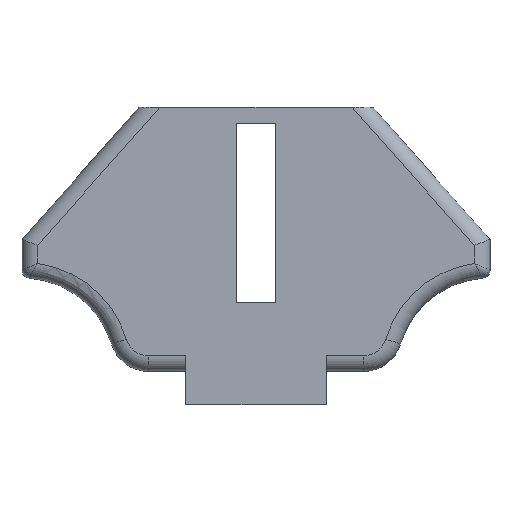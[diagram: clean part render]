
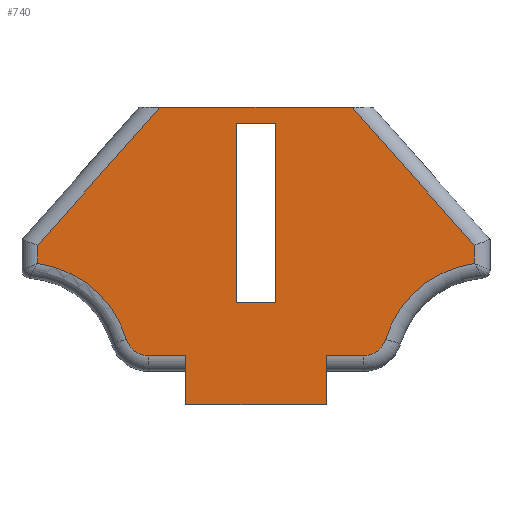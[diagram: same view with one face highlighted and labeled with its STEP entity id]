
A CAD part, top view. The second image highlights one B-rep face of the part: STEP entity #740.
In plain terms, the highlighted planar face has unit normal (0, 0, 1).
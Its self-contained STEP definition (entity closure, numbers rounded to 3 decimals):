
#63=FACE_BOUND('',#161,.T.);
#73=CIRCLE('',#810,14.);
#75=CIRCLE('',#813,3.);
#78=CIRCLE('',#818,3.);
#79=CIRCLE('',#819,14.);
#110=FACE_OUTER_BOUND('',#160,.T.);
#160=EDGE_LOOP('',(#553,#554,#555,#556,#557,#558,#559,#560,#561,#562,#563,
#564,#565,#566));
#161=EDGE_LOOP('',(#567,#568,#569,#570));
#199=LINE('',#1119,#260);
#213=LINE('',#1157,#274);
#215=LINE('',#1161,#276);
#217=LINE('',#1164,#278);
#218=LINE('',#1255,#279);
#220=LINE('',#1261,#281);
#222=LINE('',#1281,#283);
#224=LINE('',#1285,#285);
#225=LINE('',#1287,#286);
#226=LINE('',#1289,#287);
#227=LINE('',#1291,#288);
#228=LINE('',#1297,#289);
#229=LINE('',#1299,#290);
#230=LINE('',#1300,#291);
#260=VECTOR('',#886,10.);
#274=VECTOR('',#916,10.);
#276=VECTOR('',#920,10.);
#278=VECTOR('',#924,10.);
#279=VECTOR('',#929,10.);
#281=VECTOR('',#935,10.);
#283=VECTOR('',#959,10.);
#285=VECTOR('',#963,10.);
#286=VECTOR('',#964,10.);
#287=VECTOR('',#965,10.);
#288=VECTOR('',#966,10.);
#289=VECTOR('',#971,10.);
#290=VECTOR('',#972,10.);
#291=VECTOR('',#973,10.);
#322=VERTEX_POINT('',#1117);
#323=VERTEX_POINT('',#1118);
#339=VERTEX_POINT('',#1156);
#340=VERTEX_POINT('',#1160);
#342=VERTEX_POINT('',#1226);
#344=VERTEX_POINT('',#1254);
#346=VERTEX_POINT('',#1260);
#349=VERTEX_POINT('',#1268);
#351=VERTEX_POINT('',#1273);
#353=VERTEX_POINT('',#1279);
#354=VERTEX_POINT('',#1284);
#355=VERTEX_POINT('',#1286);
#356=VERTEX_POINT('',#1288);
#357=VERTEX_POINT('',#1290);
#358=VERTEX_POINT('',#1292);
#359=VERTEX_POINT('',#1294);
#360=VERTEX_POINT('',#1296);
#361=VERTEX_POINT('',#1298);
#386=EDGE_CURVE('',#322,#323,#199,.T.);
#405=EDGE_CURVE('',#339,#322,#213,.T.);
#407=EDGE_CURVE('',#340,#339,#215,.T.);
#409=EDGE_CURVE('',#323,#340,#217,.T.);
#413=EDGE_CURVE('',#342,#344,#218,.T.);
#416=EDGE_CURVE('',#344,#346,#220,.T.);
#421=EDGE_CURVE('',#349,#342,#73,.T.);
#423=EDGE_CURVE('',#351,#349,#75,.T.);
#426=EDGE_CURVE('',#353,#351,#222,.T.);
#428=EDGE_CURVE('',#354,#353,#224,.T.);
#429=EDGE_CURVE('',#355,#354,#225,.T.);
#430=EDGE_CURVE('',#356,#355,#226,.T.);
#431=EDGE_CURVE('',#357,#356,#227,.T.);
#432=EDGE_CURVE('',#358,#357,#78,.T.);
#433=EDGE_CURVE('',#359,#358,#79,.T.);
#434=EDGE_CURVE('',#360,#359,#228,.T.);
#435=EDGE_CURVE('',#361,#360,#229,.T.);
#436=EDGE_CURVE('',#361,#346,#230,.T.);
#553=ORIENTED_EDGE('',*,*,#416,.F.);
#554=ORIENTED_EDGE('',*,*,#413,.F.);
#555=ORIENTED_EDGE('',*,*,#421,.F.);
#556=ORIENTED_EDGE('',*,*,#423,.F.);
#557=ORIENTED_EDGE('',*,*,#426,.F.);
#558=ORIENTED_EDGE('',*,*,#428,.F.);
#559=ORIENTED_EDGE('',*,*,#429,.F.);
#560=ORIENTED_EDGE('',*,*,#430,.F.);
#561=ORIENTED_EDGE('',*,*,#431,.F.);
#562=ORIENTED_EDGE('',*,*,#432,.F.);
#563=ORIENTED_EDGE('',*,*,#433,.F.);
#564=ORIENTED_EDGE('',*,*,#434,.F.);
#565=ORIENTED_EDGE('',*,*,#435,.F.);
#566=ORIENTED_EDGE('',*,*,#436,.T.);
#567=ORIENTED_EDGE('',*,*,#409,.T.);
#568=ORIENTED_EDGE('',*,*,#407,.T.);
#569=ORIENTED_EDGE('',*,*,#405,.T.);
#570=ORIENTED_EDGE('',*,*,#386,.T.);
#715=PLANE('',#817);
#740=ADVANCED_FACE('',(#110,#63),#715,.T.);
#810=AXIS2_PLACEMENT_3D('',#1270,#945,#946);
#813=AXIS2_PLACEMENT_3D('',#1275,#951,#952);
#817=AXIS2_PLACEMENT_3D('',#1283,#961,#962);
#818=AXIS2_PLACEMENT_3D('',#1293,#967,#968);
#819=AXIS2_PLACEMENT_3D('',#1295,#969,#970);
#886=DIRECTION('',(-1.,0.,0.));
#916=DIRECTION('',(0.,-1.,0.));
#920=DIRECTION('',(1.,0.,0.));
#924=DIRECTION('',(0.,1.,0.));
#929=DIRECTION('',(0.,1.,0.));
#935=DIRECTION('',(0.663,0.748,0.));
#945=DIRECTION('center_axis',(0.,0.,
1.));
#946=DIRECTION('ref_axis',(0.625,0.781,0.));
#951=DIRECTION('center_axis',(0.,0.,
-1.));
#952=DIRECTION('ref_axis',(-0.594,-0.804,0.));
#959=DIRECTION('',(-1.,0.,0.));
#961=DIRECTION('center_axis',(0.,0.,
1.));
#962=DIRECTION('ref_axis',(-1.,0.,0.));
#963=DIRECTION('',(0.,1.,0.));
#964=DIRECTION('',(-1.,0.,0.));
#965=DIRECTION('',(0.,-1.,0.));
#966=DIRECTION('',(-1.,0.,0.));
#967=DIRECTION('center_axis',(0.,0.,
-1.));
#968=DIRECTION('ref_axis',(0.594,-0.804,0.));
#969=DIRECTION('center_axis',(0.,0.,
1.));
#970=DIRECTION('ref_axis',(-0.625,0.781,0.));
#971=DIRECTION('',(0.,-1.,0.));
#972=DIRECTION('',(0.663,-0.748,0.));
#973=DIRECTION('',(-1.,0.,0.));
#1117=CARTESIAN_POINT('',(2.5,32.002,129.156));
#1118=CARTESIAN_POINT('',(-2.5,32.002,129.156));
#1119=CARTESIAN_POINT('',(1.247,32.002,129.156));
#1156=CARTESIAN_POINT('',(2.5,55.002,129.156));
#1157=CARTESIAN_POINT('',(2.5,47.547,129.156));
#1160=CARTESIAN_POINT('',(-2.5,55.002,129.156));
#1161=CARTESIAN_POINT('',(-1.253,55.002,129.156));
#1164=CARTESIAN_POINT('',(-2.5,38.547,129.156));
#1226=CARTESIAN_POINT('',(-28.005,37.027,129.156));
#1254=CARTESIAN_POINT('',(-28.005,39.333,129.156));
#1255=CARTESIAN_POINT('',(-28.005,40.092,129.156));
#1260=CARTESIAN_POINT('',(-12.333,57.013,129.156));
#1261=CARTESIAN_POINT('',(-14.408,54.671,129.156));
#1268=CARTESIAN_POINT('',(-16.625,27.288,129.156));
#1270=CARTESIAN_POINT('Origin',(-30.005,23.171,129.156));
#1273=CARTESIAN_POINT('',(-13.757,25.171,129.156));
#1275=CARTESIAN_POINT('Origin',(-13.757,28.171,129.156));
#1279=CARTESIAN_POINT('',(-9.,25.171,129.156));
#1281=CARTESIAN_POINT('',(-9.005,25.171,129.156));
#1283=CARTESIAN_POINT('Origin',(-0.005,40.092,129.156));
#1284=CARTESIAN_POINT('',(-9.,18.921,129.156));
#1285=CARTESIAN_POINT('',(-9.,23.171,129.156));
#1286=CARTESIAN_POINT('',(9.,18.921,129.156));
#1287=CARTESIAN_POINT('',(-0.003,18.921,129.156));
#1288=CARTESIAN_POINT('',(9.,25.171,129.156));
#1289=CARTESIAN_POINT('',(9.,23.171,129.156));
#1290=CARTESIAN_POINT('',(13.747,25.171,129.156));
#1291=CARTESIAN_POINT('',(-9.005,25.171,129.156));
#1292=CARTESIAN_POINT('',(16.614,27.288,129.156));
#1293=CARTESIAN_POINT('Origin',(13.747,28.171,129.156));
#1294=CARTESIAN_POINT('',(27.995,37.027,129.156));
#1295=CARTESIAN_POINT('Origin',(29.995,23.171,129.156));
#1296=CARTESIAN_POINT('',(27.995,39.333,129.156));
#1297=CARTESIAN_POINT('',(27.995,37.631,129.156));
#1298=CARTESIAN_POINT('',(12.322,57.013,129.156));
#1299=CARTESIAN_POINT('',(21.897,46.211,129.156));
#1300=CARTESIAN_POINT('',(-15.005,57.013,129.156));
